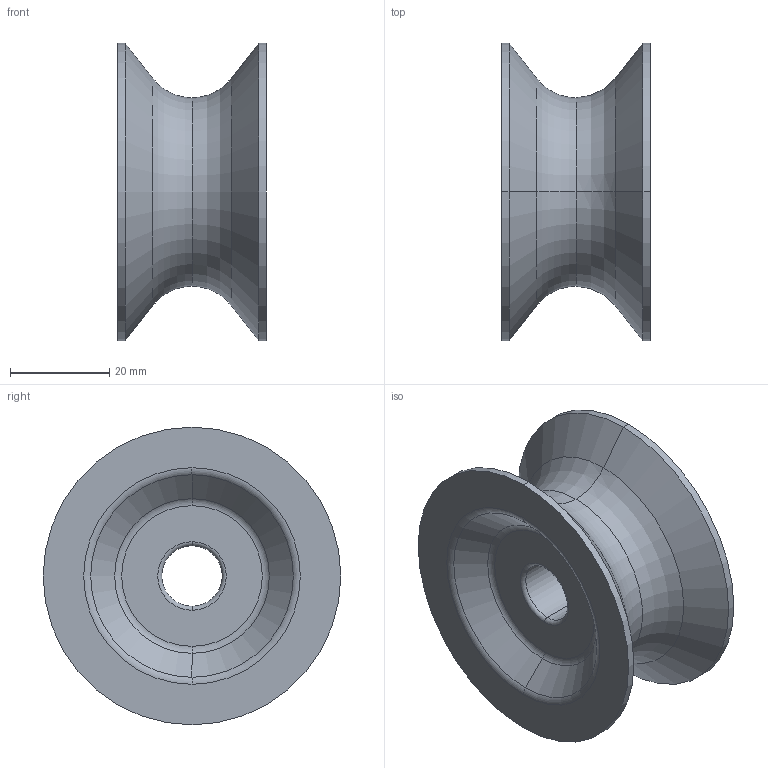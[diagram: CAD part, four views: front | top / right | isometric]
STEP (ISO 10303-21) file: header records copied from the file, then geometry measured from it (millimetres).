
FILE_DESCRIPTION (( 'STEP AP203' ), '1' );
FILE_NAME ('0015936K.STEP', '2009-06-19T06:53:39', ( ' ' ), ( '' ), 'SwSTEP 2.0', 'SolidWorks 2008', '' );
FILE_SCHEMA (( 'CONFIG_CONTROL_DESIGN' ));
Length unit declared in the file: millimetre
Products named in the file (1): 0015936K
Bounding box: 30 x 60 x 60 mm (x, y, z)
Volume: 39023.5 mm3; surface area: 12512.3 mm2
Topology: 1 solids, 1 shells, 34 faces, 68 edges, 38 vertices
Faces by surface type: torus 16, cone 8, cylinder 6, plane 4
Entity records: 971 total; most frequent: DIRECTION 192, CARTESIAN_POINT 141, ORIENTED_EDGE 136, AXIS2_PLACEMENT_3D 89, EDGE_CURVE 68, CIRCLE 54, VERTEX_POINT 38, EDGE_LOOP 38
